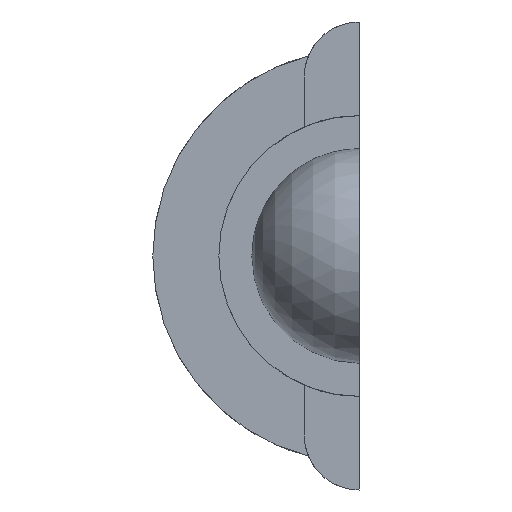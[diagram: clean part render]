
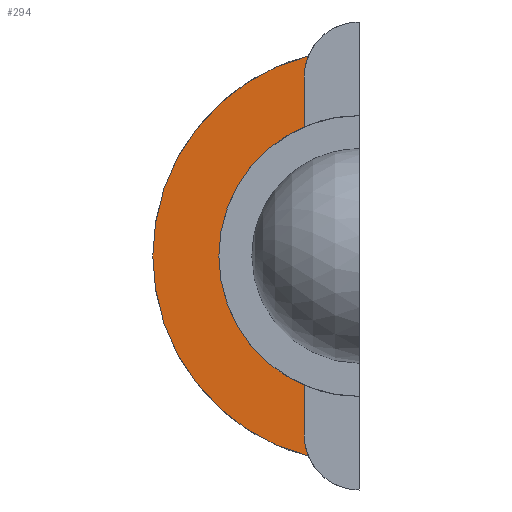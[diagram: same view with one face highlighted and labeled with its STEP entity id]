
A CAD part, front view. The second image highlights one B-rep face of the part: STEP entity #294.
In plain terms, the highlighted planar face has unit normal (0, -1, 0).
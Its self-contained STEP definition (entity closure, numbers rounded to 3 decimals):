
#83 = ORIENTED_EDGE ( 'NONE', *, *, #325, .F. ) ;
#85 = DIRECTION ( 'NONE',  ( 0., 1., 0. ) ) ;
#101 = EDGE_CURVE ( 'NONE', #492, #734, #483, .T. ) ;
#150 = AXIS2_PLACEMENT_3D ( 'NONE', #895, #1353, #454 ) ;
#183 = PLANE ( 'NONE',  #1215 ) ;
#219 = EDGE_CURVE ( 'NONE', #492, #320, #1047, .T. ) ;
#254 = CARTESIAN_POINT ( 'NONE',  ( -2., 6., -6.5 ) ) ;
#261 = CARTESIAN_POINT ( 'NONE',  ( -1.846, 6., 7.269 ) ) ;
#264 = CIRCLE ( 'NONE', #150, 7.5 ) ;
#275 = CARTESIAN_POINT ( 'NONE',  ( -2., 6., 8.502 ) ) ;
#294 = ADVANCED_FACE ( 'NONE', ( #299 ), #183, .F. ) ;
#299 = FACE_OUTER_BOUND ( 'NONE', #623, .T. ) ;
#320 = VERTEX_POINT ( 'NONE', #254 ) ;
#325 = EDGE_CURVE ( 'NONE', #1354, #771, #264, .T. ) ;
#438 = AXIS2_PLACEMENT_3D ( 'NONE', #1304, #746, #1201 ) ;
#454 = DIRECTION ( 'NONE',  ( 0., 0., 1. ) ) ;
#470 = CARTESIAN_POINT ( 'NONE',  ( -2., 6., 6.5 ) ) ;
#483 = CIRCLE ( 'NONE', #438, 5.1 ) ;
#492 = VERTEX_POINT ( 'NONE', #640 ) ;
#515 = DIRECTION ( 'NONE',  ( 0., 0., 1. ) ) ;
#559 = DIRECTION ( 'NONE',  ( 0., 0., 1. ) ) ;
#588 = CIRCLE ( 'NONE', #1388, 2. ) ;
#607 = DIRECTION ( 'NONE',  ( 0., 1., 0. ) ) ;
#615 = EDGE_CURVE ( 'NONE', #734, #796, #679, .T. ) ;
#623 = EDGE_LOOP ( 'NONE', ( #1063, #754, #960, #712, #83, #809 ) ) ;
#625 = CARTESIAN_POINT ( 'NONE',  ( 0., 6., 0. ) ) ;
#640 = CARTESIAN_POINT ( 'NONE',  ( -2., 6., -4.691 ) ) ;
#679 = LINE ( 'NONE', #1004, #808 ) ;
#684 = CARTESIAN_POINT ( 'NONE',  ( 0., 6., -6.5 ) ) ;
#691 = DIRECTION ( 'NONE',  ( 0., 0., 1. ) ) ;
#712 = ORIENTED_EDGE ( 'NONE', *, *, #810, .T. ) ;
#734 = VERTEX_POINT ( 'NONE', #884 ) ;
#740 = CIRCLE ( 'NONE', #1013, 2. ) ;
#746 = DIRECTION ( 'NONE',  ( 0., 1., 0. ) ) ;
#754 = ORIENTED_EDGE ( 'NONE', *, *, #101, .T. ) ;
#771 = VERTEX_POINT ( 'NONE', #261 ) ;
#796 = VERTEX_POINT ( 'NONE', #470 ) ;
#808 = VECTOR ( 'NONE', #559, 1000. ) ;
#809 = ORIENTED_EDGE ( 'NONE', *, *, #1175, .T. ) ;
#810 = EDGE_CURVE ( 'NONE', #796, #771, #588, .T. ) ;
#884 = CARTESIAN_POINT ( 'NONE',  ( -2., 6., 4.691 ) ) ;
#895 = CARTESIAN_POINT ( 'NONE',  ( 0., 6., 0. ) ) ;
#911 = DIRECTION ( 'NONE',  ( 0., 1., 0. ) ) ;
#917 = DIRECTION ( 'NONE',  ( 0., 0., 1. ) ) ;
#960 = ORIENTED_EDGE ( 'NONE', *, *, #615, .T. ) ;
#1004 = CARTESIAN_POINT ( 'NONE',  ( -2., 6., -7.502 ) ) ;
#1013 = AXIS2_PLACEMENT_3D ( 'NONE', #684, #607, #917 ) ;
#1047 = LINE ( 'NONE', #275, #1355 ) ;
#1063 = ORIENTED_EDGE ( 'NONE', *, *, #219, .F. ) ;
#1150 = CARTESIAN_POINT ( 'NONE',  ( 0., 6., 6.5 ) ) ;
#1154 = CARTESIAN_POINT ( 'NONE',  ( -1.846, 6., -7.269 ) ) ;
#1157 = DIRECTION ( 'NONE',  ( 0., 0., -1. ) ) ;
#1175 = EDGE_CURVE ( 'NONE', #1354, #320, #740, .T. ) ;
#1201 = DIRECTION ( 'NONE',  ( 0., 0., 1. ) ) ;
#1215 = AXIS2_PLACEMENT_3D ( 'NONE', #625, #85, #515 ) ;
#1304 = CARTESIAN_POINT ( 'NONE',  ( 0., 6., 0. ) ) ;
#1353 = DIRECTION ( 'NONE',  ( 0., 1., 0. ) ) ;
#1354 = VERTEX_POINT ( 'NONE', #1154 ) ;
#1355 = VECTOR ( 'NONE', #1157, 1000. ) ;
#1388 = AXIS2_PLACEMENT_3D ( 'NONE', #1150, #911, #691 ) ;
